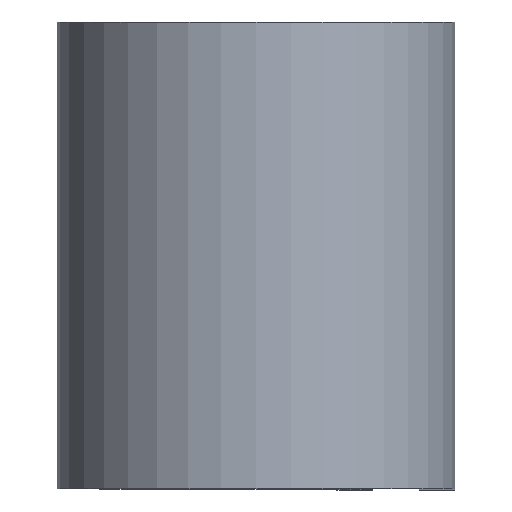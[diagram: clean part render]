
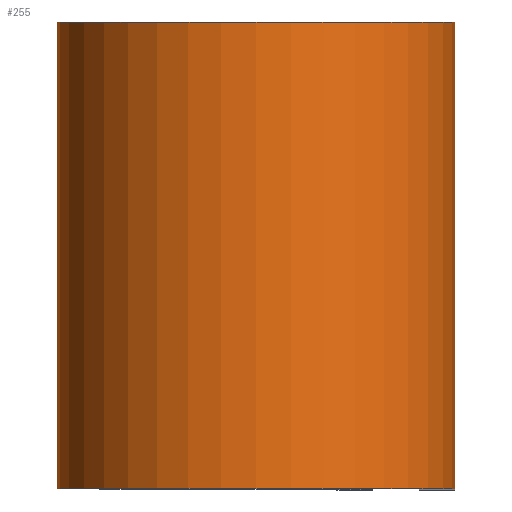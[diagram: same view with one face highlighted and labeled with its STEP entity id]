
A CAD part, top view. The second image highlights one B-rep face of the part: STEP entity #255.
In plain terms, the highlighted cylindrical face has radius 6.769 mm (diameter 13.538 mm), a partial arc.
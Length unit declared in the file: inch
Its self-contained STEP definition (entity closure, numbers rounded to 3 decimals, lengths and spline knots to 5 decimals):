
#16 = EDGE_CURVE ( 'NONE', #536, #615, #388, .T. ) ;
#26 = CARTESIAN_POINT ( 'NONE',  ( 0., -0.3125, -0.2665 ) ) ;
#28 = CARTESIAN_POINT ( 'NONE',  ( 0., 0.3125, -0.2665 ) ) ;
#68 = LINE ( 'NONE', #237, #334 ) ;
#85 = DIRECTION ( 'NONE',  ( 0., 0., -1. ) ) ;
#104 = ORIENTED_EDGE ( 'NONE', *, *, #320, .F. ) ;
#111 = ORIENTED_EDGE ( 'NONE', *, *, #593, .F. ) ;
#129 = EDGE_LOOP ( 'NONE', ( #152, #111, #104, #262 ) ) ;
#139 = FACE_OUTER_BOUND ( 'NONE', #129, .T. ) ;
#152 = ORIENTED_EDGE ( 'NONE', *, *, #16, .T. ) ;
#160 = DIRECTION ( 'NONE',  ( 1., 0., 0. ) ) ;
#163 = DIRECTION ( 'NONE',  ( 0., 1., 0. ) ) ;
#166 = LINE ( 'NONE', #229, #553 ) ;
#168 = CARTESIAN_POINT ( 'NONE',  ( 0., -0.3125, 0. ) ) ;
#176 = CARTESIAN_POINT ( 'NONE',  ( 0., 0.3125, 0. ) ) ;
#177 = EDGE_CURVE ( 'NONE', #630, #536, #68, .T. ) ;
#191 = DIRECTION ( 'NONE',  ( 0., -1., 0. ) ) ;
#212 = CARTESIAN_POINT ( 'NONE',  ( 0., 0.3125, 0. ) ) ;
#214 = DIRECTION ( 'NONE',  ( 0., -1., 0. ) ) ;
#229 = CARTESIAN_POINT ( 'NONE',  ( 0.2665, 0.3125, 0. ) ) ;
#230 = CARTESIAN_POINT ( 'NONE',  ( 0.2665, -0.3125, 0. ) ) ;
#237 = CARTESIAN_POINT ( 'NONE',  ( 0., 0.3125, -0.2665 ) ) ;
#239 = DIRECTION ( 'NONE',  ( 0., -1., 0. ) ) ;
#255 = ADVANCED_FACE ( 'NONE', ( #139 ), #406, .T. ) ;
#262 = ORIENTED_EDGE ( 'NONE', *, *, #177, .T. ) ;
#268 = CIRCLE ( 'NONE', #574, 0.2665 ) ;
#275 = DIRECTION ( 'NONE',  ( 0., 1., 0. ) ) ;
#310 = AXIS2_PLACEMENT_3D ( 'NONE', #168, #163, #160 ) ;
#318 = VERTEX_POINT ( 'NONE', #572 ) ;
#320 = EDGE_CURVE ( 'NONE', #630, #318, #268, .T. ) ;
#334 = VECTOR ( 'NONE', #239, 39.37008 ) ;
#349 = DIRECTION ( 'NONE',  ( 1., 0., 0. ) ) ;
#388 = CIRCLE ( 'NONE', #310, 0.2665 ) ;
#406 = CYLINDRICAL_SURFACE ( 'NONE', #490, 0.2665 ) ;
#490 = AXIS2_PLACEMENT_3D ( 'NONE', #212, #191, #85 ) ;
#536 = VERTEX_POINT ( 'NONE', #26 ) ;
#553 = VECTOR ( 'NONE', #214, 39.37008 ) ;
#572 = CARTESIAN_POINT ( 'NONE',  ( 0.2665, 0.3125, 0. ) ) ;
#574 = AXIS2_PLACEMENT_3D ( 'NONE', #176, #275, #349 ) ;
#593 = EDGE_CURVE ( 'NONE', #318, #615, #166, .T. ) ;
#615 = VERTEX_POINT ( 'NONE', #230 ) ;
#630 = VERTEX_POINT ( 'NONE', #28 ) ;
